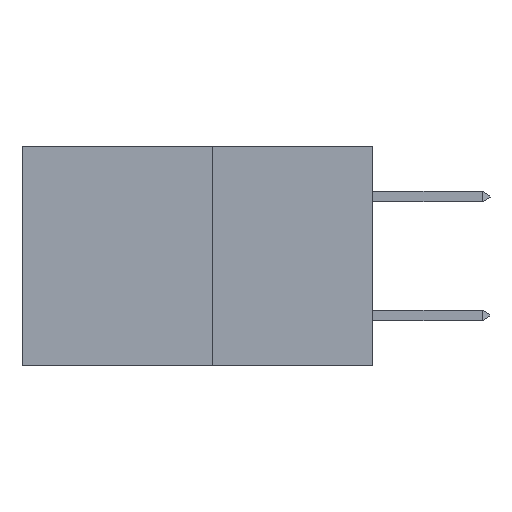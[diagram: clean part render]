
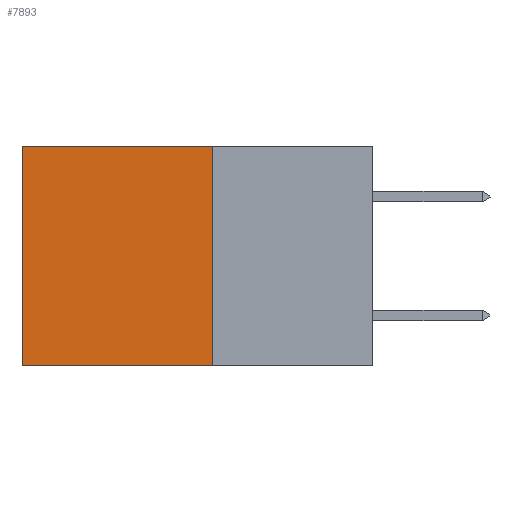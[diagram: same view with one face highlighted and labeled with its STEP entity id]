
A CAD part, left-side view. The second image highlights one B-rep face of the part: STEP entity #7893.
In plain terms, the highlighted planar face has unit normal (-1, 0, 0).
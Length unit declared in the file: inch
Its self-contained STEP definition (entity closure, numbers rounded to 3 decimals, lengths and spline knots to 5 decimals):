
#119 = DIRECTION ( 'NONE',  ( 0., 1., 0. ) ) ;
#397 = LINE ( 'NONE', #8724, #4246 ) ;
#911 = DIRECTION ( 'NONE',  ( 0., 0., -1. ) ) ;
#994 = VERTEX_POINT ( 'NONE', #6628 ) ;
#1279 = ORIENTED_EDGE ( 'NONE', *, *, #6077, .T. ) ;
#1561 = EDGE_CURVE ( 'NONE', #2418, #4251, #8243, .T. ) ;
#1816 = CARTESIAN_POINT ( 'NONE',  ( 0.277, 0.59, 0. ) ) ;
#2418 = VERTEX_POINT ( 'NONE', #3175 ) ;
#2527 = AXIS2_PLACEMENT_3D ( 'NONE', #4461, #5171, #911 ) ;
#2644 = LINE ( 'NONE', #8252, #7920 ) ;
#2726 = CARTESIAN_POINT ( 'NONE',  ( 0.277, 0.27, -0.37 ) ) ;
#3175 = CARTESIAN_POINT ( 'NONE',  ( 0.277, 0.27, -0.37 ) ) ;
#3252 = VERTEX_POINT ( 'NONE', #1816 ) ;
#3863 = EDGE_CURVE ( 'NONE', #994, #2418, #2644, .T. ) ;
#4246 = VECTOR ( 'NONE', #4688, 39.37008 ) ;
#4251 = VERTEX_POINT ( 'NONE', #5653 ) ;
#4461 = CARTESIAN_POINT ( 'NONE',  ( 0.277, 0.27, -0.37 ) ) ;
#4688 = DIRECTION ( 'NONE',  ( 0., 1., 0. ) ) ;
#4900 = DIRECTION ( 'NONE',  ( 0., 0., -1. ) ) ;
#5171 = DIRECTION ( 'NONE',  ( 1., 0., 0. ) ) ;
#5295 = VECTOR ( 'NONE', #4900, 39.37008 ) ;
#5653 = CARTESIAN_POINT ( 'NONE',  ( 0.277, 0.59, -0.37 ) ) ;
#6077 = EDGE_CURVE ( 'NONE', #994, #3252, #397, .T. ) ;
#6600 = VECTOR ( 'NONE', #119, 39.37008 ) ;
#6628 = CARTESIAN_POINT ( 'NONE',  ( 0.277, 0.27, 0. ) ) ;
#7109 = DIRECTION ( 'NONE',  ( 0., 0., -1. ) ) ;
#7221 = FACE_OUTER_BOUND ( 'NONE', #7363, .T. ) ;
#7314 = LINE ( 'NONE', #8269, #5295 ) ;
#7363 = EDGE_LOOP ( 'NONE', ( #8596, #8761, #8156, #1279 ) ) ;
#7893 = ADVANCED_FACE ( 'NONE', ( #7221 ), #8515, .F. ) ;
#7920 = VECTOR ( 'NONE', #7109, 39.37008 ) ;
#8156 = ORIENTED_EDGE ( 'NONE', *, *, #3863, .F. ) ;
#8243 = LINE ( 'NONE', #2726, #6600 ) ;
#8252 = CARTESIAN_POINT ( 'NONE',  ( 0.277, 0.27, -0.37 ) ) ;
#8269 = CARTESIAN_POINT ( 'NONE',  ( 0.277, 0.59, -0.37 ) ) ;
#8515 = PLANE ( 'NONE',  #2527 ) ;
#8596 = ORIENTED_EDGE ( 'NONE', *, *, #8756, .T. ) ;
#8724 = CARTESIAN_POINT ( 'NONE',  ( 0.277, 0.27, 0. ) ) ;
#8756 = EDGE_CURVE ( 'NONE', #3252, #4251, #7314, .T. ) ;
#8761 = ORIENTED_EDGE ( 'NONE', *, *, #1561, .F. ) ;
